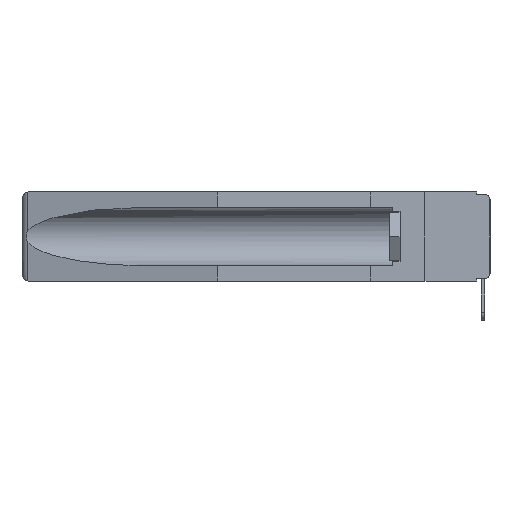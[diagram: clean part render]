
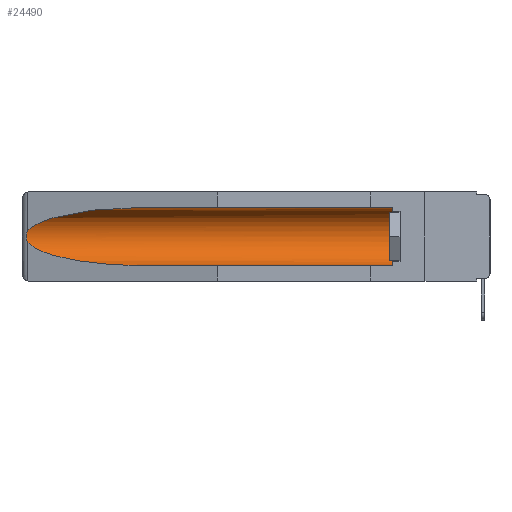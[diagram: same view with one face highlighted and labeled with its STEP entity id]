
A CAD part, left-side view. The second image highlights one B-rep face of the part: STEP entity #24490.
In plain terms, the highlighted cylindrical face has radius 2.857 mm (diameter 5.715 mm), a partial arc.
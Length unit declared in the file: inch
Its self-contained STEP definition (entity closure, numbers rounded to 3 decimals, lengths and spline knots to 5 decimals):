
#133 = CARTESIAN_POINT ( 'NONE',  ( 0.155, -0.30754, -0.284 ) ) ;
#1749 = VERTEX_POINT ( 'NONE', #23600 ) ;
#2312 = CARTESIAN_POINT ( 'NONE',  ( 0.2673, 1.53269, -0.17917 ) ) ;
#2926 = EDGE_CURVE ( 'NONE', #14175, #21863, #25213, .T. ) ;
#3461 = CARTESIAN_POINT ( 'NONE',  ( 0.155, -0.30754, -0.1715 ) ) ;
#4444 = CARTESIAN_POINT ( 'NONE',  ( 0.2675, 1.53308, -0.16763 ) ) ;
#4701 = CYLINDRICAL_SURFACE ( 'NONE', #10997, 0.1125 ) ;
#4807 = ORIENTED_EDGE ( 'NONE', *, *, #8306, .T. ) ;
#5894 = CARTESIAN_POINT ( 'NONE',  ( 0.26537, 1.52718, -0.19328 ) ) ;
#5958 = ORIENTED_EDGE ( 'NONE', *, *, #14217, .T. ) ;
#6372 = CARTESIAN_POINT ( 'NONE',  ( 0.26597, 1.52961, -0.15275 ) ) ;
#6468 = ORIENTED_EDGE ( 'NONE', *, *, #16946, .T. ) ;
#7026 = DIRECTION ( 'NONE',  ( 0., 1., 0. ) ) ;
#7311 = LINE ( 'NONE', #133, #14845 ) ;
#7456 = FACE_OUTER_BOUND ( 'NONE', #10511, .T. ) ;
#8306 = EDGE_CURVE ( 'NONE', #21863, #9393, #24253, .T. ) ;
#8453 =( BOUNDED_CURVE ( )  B_SPLINE_CURVE ( 3, ( #27680, #18880, #14552, #10272 ),
 .UNSPECIFIED., .F., .F. ) 
 B_SPLINE_CURVE_WITH_KNOTS ( ( 4, 4 ),
 ( 4.71239, 6.08839 ),
 .UNSPECIFIED. ) 
 CURVE ( )  GEOMETRIC_REPRESENTATION_ITEM ( )  RATIONAL_B_SPLINE_CURVE ( ( 1., 0.848, 0.848, 1. ) ) 
 REPRESENTATION_ITEM ( '' )  );
#8750 = CARTESIAN_POINT ( 'NONE',  ( 0.2673, 1.5327, -0.16383 ) ) ;
#8963 = CARTESIAN_POINT ( 'NONE',  ( 0.155, 1.07973, -0.059 ) ) ;
#9393 = VERTEX_POINT ( 'NONE', #8963 ) ;
#10272 = CARTESIAN_POINT ( 'NONE',  ( 0.26537, 1.52718, -0.14972 ) ) ;
#10511 = EDGE_LOOP ( 'NONE', ( #6468, #27746, #5958, #16742, #20509, #4807 ) ) ;
#10725 = EDGE_CURVE ( 'NONE', #1749, #12474, #22499, .T. ) ;
#10997 = AXIS2_PLACEMENT_3D ( 'NONE', #3461, #14273, #20791 ) ;
#11033 = CARTESIAN_POINT ( 'NONE',  ( 0.2675, 1.53308, -0.17534 ) ) ;
#11120 = CARTESIAN_POINT ( 'NONE',  ( 0.26537, 1.52718, -0.19328 ) ) ;
#11406 =( BOUNDED_CURVE ( )  B_SPLINE_CURVE ( 3, ( #5894, #25630, #21308, #25352 ),
 .UNSPECIFIED., .F., .F. ) 
 B_SPLINE_CURVE_WITH_KNOTS ( ( 4, 4 ),
 ( 0.1948, 1.5708 ),
 .UNSPECIFIED. ) 
 CURVE ( )  GEOMETRIC_REPRESENTATION_ITEM ( )  RATIONAL_B_SPLINE_CURVE ( ( 1., 0.848, 0.848, 1. ) ) 
 REPRESENTATION_ITEM ( '' )  );
#12474 = VERTEX_POINT ( 'NONE', #26246 ) ;
#13221 = CARTESIAN_POINT ( 'NONE',  ( 0.26654, 1.53092, -0.15636 ) ) ;
#14175 = VERTEX_POINT ( 'NONE', #14697 ) ;
#14217 = EDGE_CURVE ( 'NONE', #12474, #24946, #11406, .T. ) ;
#14273 = DIRECTION ( 'NONE',  ( 0., 1., 0. ) ) ;
#14552 = CARTESIAN_POINT ( 'NONE',  ( 0.25451, 1.48313, -0.09465 ) ) ;
#14697 = CARTESIAN_POINT ( 'NONE',  ( 0.155, 0.126, -0.284 ) ) ;
#14845 = VECTOR ( 'NONE', #17681, 39.37008 ) ;
#15437 = CARTESIAN_POINT ( 'NONE',  ( 0.26597, 1.5296, -0.19026 ) ) ;
#16742 = ORIENTED_EDGE ( 'NONE', *, *, #18477, .F. ) ;
#16946 = EDGE_CURVE ( 'NONE', #9393, #1749, #8453, .T. ) ;
#17681 = DIRECTION ( 'NONE',  ( 0., 1., 0. ) ) ;
#18477 = EDGE_CURVE ( 'NONE', #14175, #24946, #7311, .T. ) ;
#18880 = CARTESIAN_POINT ( 'NONE',  ( 0.21114, 1.30732, -0.059 ) ) ;
#20397 = CARTESIAN_POINT ( 'NONE',  ( 0.155, 1.07973, -0.284 ) ) ;
#20509 = ORIENTED_EDGE ( 'NONE', *, *, #2926, .T. ) ;
#20791 = DIRECTION ( 'NONE',  ( 0., 0., 1. ) ) ;
#21308 = CARTESIAN_POINT ( 'NONE',  ( 0.21114, 1.30732, -0.284 ) ) ;
#21863 = VERTEX_POINT ( 'NONE', #25918 ) ;
#22008 = AXIS2_PLACEMENT_3D ( 'NONE', #26487, #22176, #22270 ) ;
#22176 = DIRECTION ( 'NONE',  ( 0., -1., 0. ) ) ;
#22179 = VECTOR ( 'NONE', #7026, 39.37008 ) ;
#22270 = DIRECTION ( 'NONE',  ( 0., 0., 1. ) ) ;
#22499 = B_SPLINE_CURVE_WITH_KNOTS ( 'NONE', 3,
 ( #26375, #6372, #13221, #8750, #4444, #11033, #2312, #24187, #15437, #11120 ),
 .UNSPECIFIED., .F., .F.,
 ( 4, 2, 2, 2, 4 ),
 ( 0., 0.00029, 0.00058, 0.00087, 0.00117 ),
 .UNSPECIFIED. ) ;
#23600 = CARTESIAN_POINT ( 'NONE',  ( 0.26537, 1.52718, -0.14972 ) ) ;
#24187 = CARTESIAN_POINT ( 'NONE',  ( 0.26655, 1.53094, -0.18657 ) ) ;
#24253 = LINE ( 'NONE', #24862, #22179 ) ;
#24490 = ADVANCED_FACE ( 'NONE', ( #7456 ), #4701, .F. ) ;
#24862 = CARTESIAN_POINT ( 'NONE',  ( 0.155, -0.30754, -0.059 ) ) ;
#24946 = VERTEX_POINT ( 'NONE', #20397 ) ;
#25213 = CIRCLE ( 'NONE', #22008, 0.1125 ) ;
#25352 = CARTESIAN_POINT ( 'NONE',  ( 0.155, 1.07973, -0.284 ) ) ;
#25630 = CARTESIAN_POINT ( 'NONE',  ( 0.25451, 1.48313, -0.24835 ) ) ;
#25918 = CARTESIAN_POINT ( 'NONE',  ( 0.155, 0.126, -0.059 ) ) ;
#26246 = CARTESIAN_POINT ( 'NONE',  ( 0.26537, 1.52718, -0.19328 ) ) ;
#26375 = CARTESIAN_POINT ( 'NONE',  ( 0.26537, 1.52718, -0.14972 ) ) ;
#26487 = CARTESIAN_POINT ( 'NONE',  ( 0.155, 0.126, -0.1715 ) ) ;
#27680 = CARTESIAN_POINT ( 'NONE',  ( 0.155, 1.07973, -0.059 ) ) ;
#27746 = ORIENTED_EDGE ( 'NONE', *, *, #10725, .T. ) ;
